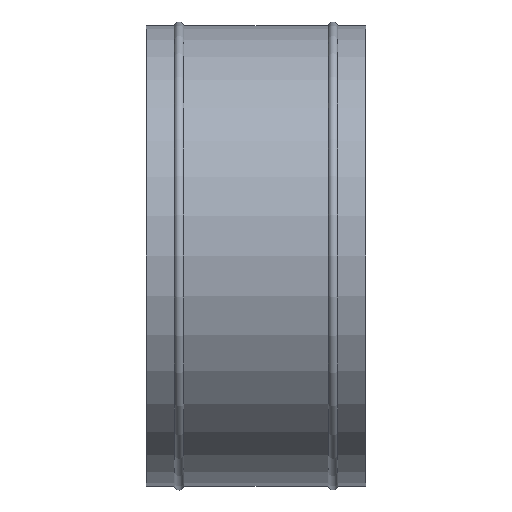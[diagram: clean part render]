
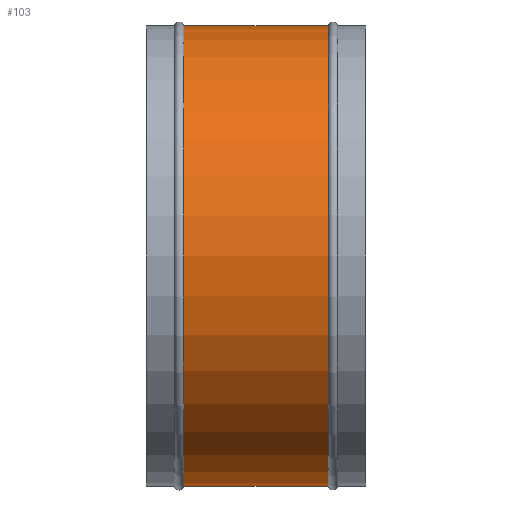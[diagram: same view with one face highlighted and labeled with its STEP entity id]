
A CAD part, front view. The second image highlights one B-rep face of the part: STEP entity #103.
In plain terms, the highlighted cylindrical face has radius 209.5 mm (diameter 419 mm), a partial arc.
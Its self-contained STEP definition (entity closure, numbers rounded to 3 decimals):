
#16 = LINE ( 'NONE', #65, #183 ) ;
#48 = DIRECTION ( 'NONE',  ( -1., 0., 0. ) ) ;
#53 = AXIS2_PLACEMENT_3D ( 'NONE', #271, #48, #305 ) ;
#54 = CYLINDRICAL_SURFACE ( 'NONE', #303, 209.5 ) ;
#65 = CARTESIAN_POINT ( 'NONE',  ( 0., 0., 209.5 ) ) ;
#66 = CARTESIAN_POINT ( 'NONE',  ( 34.387, 0., -209.5 ) ) ;
#78 = VERTEX_POINT ( 'NONE', #403 ) ;
#84 = EDGE_CURVE ( 'NONE', #322, #78, #351, .T. ) ;
#92 = EDGE_CURVE ( 'NONE', #247, #382, #178, .T. ) ;
#103 = ADVANCED_FACE ( 'NONE', ( #415 ), #54, .T. ) ;
#112 = CARTESIAN_POINT ( 'NONE',  ( 0., 0., 0. ) ) ;
#138 = ORIENTED_EDGE ( 'NONE', *, *, #346, .F. ) ;
#146 = ORIENTED_EDGE ( 'NONE', *, *, #92, .F. ) ;
#174 = CARTESIAN_POINT ( 'NONE',  ( 0., 0., -209.5 ) ) ;
#178 = CIRCLE ( 'NONE', #281, 209.5 ) ;
#183 = VECTOR ( 'NONE', #290, 1000. ) ;
#213 = ORIENTED_EDGE ( 'NONE', *, *, #299, .T. ) ;
#247 = VERTEX_POINT ( 'NONE', #66 ) ;
#271 = CARTESIAN_POINT ( 'NONE',  ( 165.613, 0., 0. ) ) ;
#281 = AXIS2_PLACEMENT_3D ( 'NONE', #307, #401, #302 ) ;
#290 = DIRECTION ( 'NONE',  ( -1., 0., 0. ) ) ;
#294 = VECTOR ( 'NONE', #398, 1000. ) ;
#299 = EDGE_CURVE ( 'NONE', #78, #382, #16, .T. ) ;
#302 = DIRECTION ( 'NONE',  ( 0., 0., 1. ) ) ;
#303 = AXIS2_PLACEMENT_3D ( 'NONE', #112, #340, #375 ) ;
#305 = DIRECTION ( 'NONE',  ( 0., 0., 1. ) ) ;
#307 = CARTESIAN_POINT ( 'NONE',  ( 34.387, 0., 0. ) ) ;
#322 = VERTEX_POINT ( 'NONE', #366 ) ;
#333 = ORIENTED_EDGE ( 'NONE', *, *, #84, .T. ) ;
#340 = DIRECTION ( 'NONE',  ( -1., 0., 0. ) ) ;
#346 = EDGE_CURVE ( 'NONE', #322, #247, #347, .T. ) ;
#347 = LINE ( 'NONE', #174, #294 ) ;
#351 = CIRCLE ( 'NONE', #53, 209.5 ) ;
#352 = EDGE_LOOP ( 'NONE', ( #138, #333, #213, #146 ) ) ;
#366 = CARTESIAN_POINT ( 'NONE',  ( 165.613, 0., -209.5 ) ) ;
#375 = DIRECTION ( 'NONE',  ( 0., 0., 1. ) ) ;
#382 = VERTEX_POINT ( 'NONE', #396 ) ;
#396 = CARTESIAN_POINT ( 'NONE',  ( 34.387, 0., 209.5 ) ) ;
#398 = DIRECTION ( 'NONE',  ( -1., 0., 0. ) ) ;
#401 = DIRECTION ( 'NONE',  ( -1., 0., 0. ) ) ;
#403 = CARTESIAN_POINT ( 'NONE',  ( 165.613, 0., 209.5 ) ) ;
#415 = FACE_OUTER_BOUND ( 'NONE', #352, .T. ) ;
